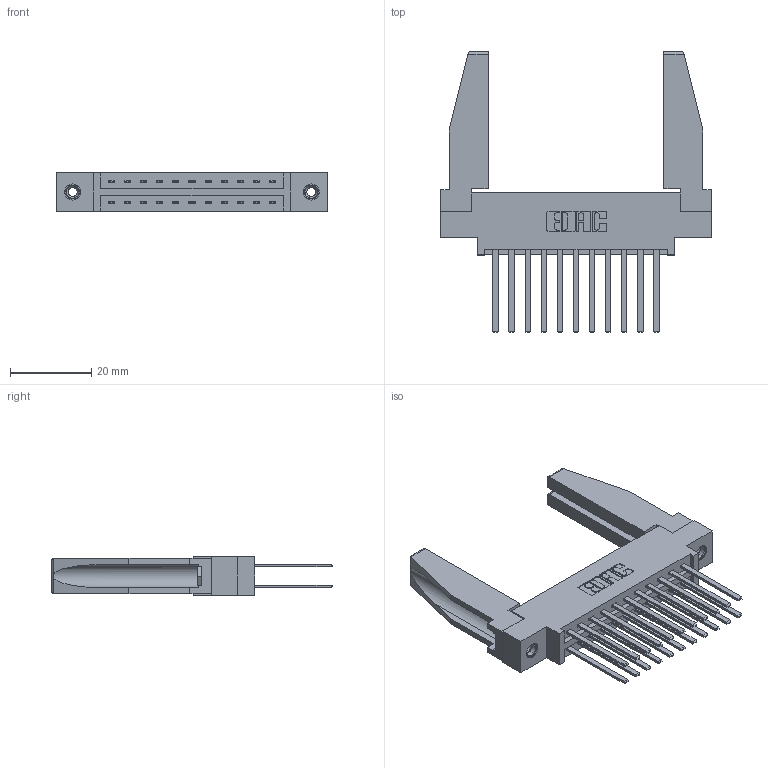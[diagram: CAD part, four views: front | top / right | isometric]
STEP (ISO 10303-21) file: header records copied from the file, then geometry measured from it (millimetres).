
FILE_DESCRIPTION (( 'STEP AP203' ), '1' );
FILE_NAME ('337-022-544-878.STEP', '2019-10-10T20:17:58', ( '' ), ( '' ), 'SwSTEP 2.0', 'SolidWorks 2016', '' );
FILE_SCHEMA (( 'CONFIG_CONTROL_DESIGN' ));
Length unit declared in the file: inch
Products named in the file (5): 337 Part_0.170 Offset - 0.156 Dia-TI; 345-250-001_345-250-001-102; 337-022-544-878; 345-292-001_345-293-144; 307-220-078
Assembly tree (27 placements, depth 2):
  337-022-544-878
    337 Part_0.170 Offset - 0.156 Dia-TI
    345-292-001_345-293-144  x22
    345-250-001_345-250-001-102  x2
    307-220-078  x2
Bounding box: 66.6 x 69.09 x 9.4 mm (x, y, z)
Volume: 10790.3 mm3; surface area: 12328.6 mm2
Topology: 27 solids, 27 shells, 1304 faces, 3799 edges, 2494 vertices
Faces by surface type: plane 906, cylinder 382, cone 12, torus 4
Entity records: 14926 total; most frequent: CARTESIAN_POINT 2540, ORIENTED_EDGE 2432, DIRECTION 2220, EDGE_CURVE 1216, LINE 1054, VECTOR 1054, VERTEX_POINT 804, AXIS2_PLACEMENT_3D 583
